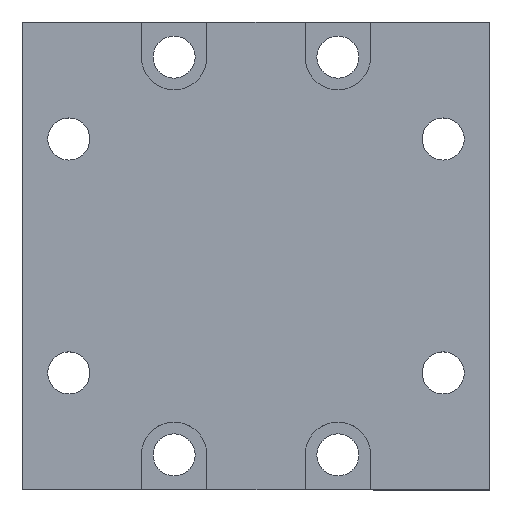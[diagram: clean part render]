
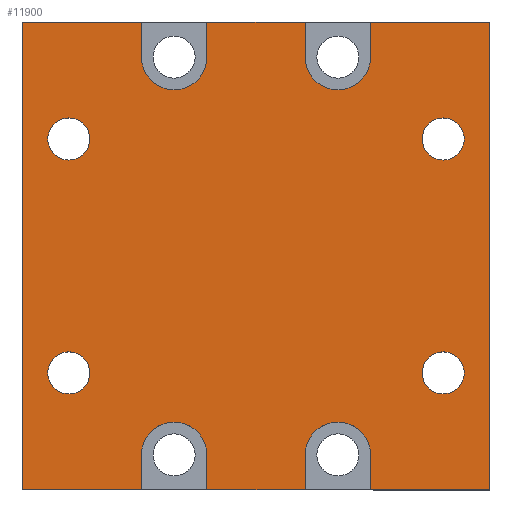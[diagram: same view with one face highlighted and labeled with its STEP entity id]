
A CAD part, top view. The second image highlights one B-rep face of the part: STEP entity #11900.
In plain terms, the highlighted planar face has unit normal (0, 0, 1).
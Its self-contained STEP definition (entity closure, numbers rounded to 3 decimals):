
#1700=CARTESIAN_POINT('',(70.5,10.,10.));
#1710=VERTEX_POINT('',#1700);
#1790=CARTESIAN_POINT('',(79.5,10.,10.));
#1800=VERTEX_POINT('',#1790);
#1830=CARTESIAN_POINT('',(75.,10.,10.));
#1840=DIRECTION('',(0.,0.,1.));
#1850=DIRECTION('',(1.,0.,0.));
#1860=AXIS2_PLACEMENT_3D('',#1830,#1840,#1850);
#1870=CIRCLE('',#1860,4.5);
#1880=EDGE_CURVE('',#1710,#1800,#1870,.T.);
#2000=EDGE_CURVE('',#1800,#1710,#1870,.T.);
#2150=CARTESIAN_POINT('',(70.5,90.,10.));
#2160=VERTEX_POINT('',#2150);
#2240=CARTESIAN_POINT('',(79.5,90.,10.));
#2250=VERTEX_POINT('',#2240);
#2280=CARTESIAN_POINT('',(75.,90.,10.));
#2290=DIRECTION('',(0.,0.,1.));
#2300=DIRECTION('',(1.,0.,0.));
#2310=AXIS2_PLACEMENT_3D('',#2280,#2290,#2300);
#2320=CIRCLE('',#2310,4.5);
#2330=EDGE_CURVE('',#2160,#2250,#2320,.T.);
#2490=CARTESIAN_POINT('',(100.,25.5,10.));
#2500=VERTEX_POINT('',#2490);
#2530=CARTESIAN_POINT('',(0.,25.5,10.));
#2540=DIRECTION('',(-1.,0.,0.));
#2550=VECTOR('',#2540,1.);
#2560=LINE('',#2530,#2550);
#2570=CARTESIAN_POINT('',(92.5,25.5,10.));
#2580=VERTEX_POINT('',#2570);
#2590=EDGE_CURVE('',#2500,#2580,#2560,.T.);
#3800=CARTESIAN_POINT('',(92.5,39.5,10.));
#3810=VERTEX_POINT('',#3800);
#3840=CARTESIAN_POINT('',(0.,39.5,10.));
#3850=DIRECTION('',(1.,0.,0.));
#3860=VECTOR('',#3850,1.);
#3870=LINE('',#3840,#3860);
#3880=CARTESIAN_POINT('',(100.,39.5,10.));
#3890=VERTEX_POINT('',#3880);
#3900=EDGE_CURVE('',#3810,#3890,#3870,.T.);
#4770=CARTESIAN_POINT('',(7.5,25.5,10.));
#4780=VERTEX_POINT('',#4770);
#4940=CARTESIAN_POINT('',(7.5,39.5,10.));
#4950=VERTEX_POINT('',#4940);
#4980=CARTESIAN_POINT('',(7.5,32.5,10.));
#4990=DIRECTION('',(0.,0.,1.));
#5000=DIRECTION('',(1.,0.,0.));
#5010=AXIS2_PLACEMENT_3D('',#4980,#4990,#5000);
#5020=CIRCLE('',#5010,7.);
#5030=EDGE_CURVE('',#4780,#4950,#5020,.T.);
#5870=CARTESIAN_POINT('',(7.5,60.5,10.));
#5880=VERTEX_POINT('',#5870);
#6040=CARTESIAN_POINT('',(7.5,74.5,10.));
#6050=VERTEX_POINT('',#6040);
#6080=CARTESIAN_POINT('',(7.5,67.5,10.));
#6090=DIRECTION('',(0.,0.,1.));
#6100=DIRECTION('',(1.,0.,0.));
#6110=AXIS2_PLACEMENT_3D('',#6080,#6090,#6100);
#6120=CIRCLE('',#6110,7.);
#6130=EDGE_CURVE('',#5880,#6050,#6120,.T.);
#6950=CARTESIAN_POINT('',(100.,60.5,10.));
#6960=VERTEX_POINT('',#6950);
#6990=CARTESIAN_POINT('',(0.,60.5,10.));
#7000=DIRECTION('',(-1.,0.,0.));
#7010=VECTOR('',#7000,1.);
#7020=LINE('',#6990,#7010);
#7030=CARTESIAN_POINT('',(92.5,60.5,10.));
#7040=VERTEX_POINT('',#7030);
#7050=EDGE_CURVE('',#6960,#7040,#7020,.T.);
#7270=CARTESIAN_POINT('',(92.5,74.5,10.));
#7280=VERTEX_POINT('',#7270);
#7310=CARTESIAN_POINT('',(0.,74.5,10.));
#7320=DIRECTION('',(1.,0.,0.));
#7330=VECTOR('',#7320,1.);
#7340=LINE('',#7310,#7330);
#7350=CARTESIAN_POINT('',(100.,74.5,10.));
#7360=VERTEX_POINT('',#7350);
#7370=EDGE_CURVE('',#7280,#7360,#7340,.T.);
#7530=CARTESIAN_POINT('',(92.5,32.5,10.));
#7540=DIRECTION('',(0.,0.,1.));
#7550=DIRECTION('',(1.,0.,0.));
#7560=AXIS2_PLACEMENT_3D('',#7530,#7540,#7550);
#7570=CIRCLE('',#7560,7.);
#7580=EDGE_CURVE('',#3810,#2580,#7570,.T.);
#7710=CARTESIAN_POINT('',(92.5,67.5,10.));
#7720=DIRECTION('',(0.,0.,1.));
#7730=DIRECTION('',(1.,0.,0.));
#7740=AXIS2_PLACEMENT_3D('',#7710,#7720,#7730);
#7750=CIRCLE('',#7740,7.);
#7760=EDGE_CURVE('',#7280,#7040,#7750,.T.);
#7930=CARTESIAN_POINT('',(0.,74.5,10.));
#7940=VERTEX_POINT('',#7930);
#7970=CARTESIAN_POINT('',(0.,74.5,10.));
#7980=DIRECTION('',(1.,0.,0.));
#7990=VECTOR('',#7980,1.);
#8000=LINE('',#7970,#7990);
#8010=EDGE_CURVE('',#7940,#6050,#8000,.T.);
#8150=CARTESIAN_POINT('',(0.,25.5,10.));
#8160=DIRECTION('',(-1.,0.,0.));
#8170=VECTOR('',#8160,1.);
#8180=LINE('',#8150,#8170);
#8190=CARTESIAN_POINT('',(0.,25.5,10.));
#8200=VERTEX_POINT('',#8190);
#8210=EDGE_CURVE('',#4780,#8200,#8180,.T.);
#8390=CARTESIAN_POINT('',(0.,60.5,10.));
#8400=DIRECTION('',(-1.,0.,0.));
#8410=VECTOR('',#8400,1.);
#8420=LINE('',#8390,#8410);
#8430=CARTESIAN_POINT('',(0.,60.5,10.));
#8440=VERTEX_POINT('',#8430);
#8450=EDGE_CURVE('',#5880,#8440,#8420,.T.);
#8650=CARTESIAN_POINT('',(0.,39.5,10.));
#8660=VERTEX_POINT('',#8650);
#8690=CARTESIAN_POINT('',(0.,39.5,10.));
#8700=DIRECTION('',(1.,0.,0.));
#8710=VECTOR('',#8700,1.);
#8720=LINE('',#8690,#8710);
#8730=EDGE_CURVE('',#8660,#4950,#8720,.T.);
#8990=EDGE_CURVE('',#2250,#2160,#2320,.T.);
#9500=CARTESIAN_POINT('',(20.5,10.,10.));
#9510=VERTEX_POINT('',#9500);
#9590=CARTESIAN_POINT('',(29.5,10.,10.));
#9600=VERTEX_POINT('',#9590);
#9630=CARTESIAN_POINT('',(25.,10.,10.));
#9640=DIRECTION('',(0.,0.,1.));
#9650=DIRECTION('',(1.,0.,0.));
#9660=AXIS2_PLACEMENT_3D('',#9630,#9640,#9650);
#9670=CIRCLE('',#9660,4.5);
#9680=EDGE_CURVE('',#9510,#9600,#9670,.T.);
#9800=EDGE_CURVE('',#9600,#9510,#9670,.T.);
#9950=CARTESIAN_POINT('',(20.5,90.,10.));
#9960=VERTEX_POINT('',#9950);
#10040=CARTESIAN_POINT('',(29.5,90.,10.));
#10050=VERTEX_POINT('',#10040);
#10080=CARTESIAN_POINT('',(25.,90.,10.));
#10090=DIRECTION('',(0.,0.,1.));
#10100=DIRECTION('',(1.,0.,0.));
#10110=AXIS2_PLACEMENT_3D('',#10080,#10090,#10100);
#10120=CIRCLE('',#10110,4.5);
#10130=EDGE_CURVE('',#9960,#10050,#10120,.T.);
#10250=EDGE_CURVE('',#10050,#9960,#10120,.T.);
#10400=CARTESIAN_POINT('',(100.,100.,10.));
#10410=VERTEX_POINT('',#10400);
#10440=CARTESIAN_POINT('',(0.,100.,10.));
#10450=DIRECTION('',(-1.,0.,0.));
#10460=VECTOR('',#10450,1.);
#10470=LINE('',#10440,#10460);
#10480=CARTESIAN_POINT('',(0.,100.,10.));
#10490=VERTEX_POINT('',#10480);
#10500=EDGE_CURVE('',#10410,#10490,#10470,.T.);
#10680=CARTESIAN_POINT('',(0.,0.,10.));
#10690=DIRECTION('',(0.,-1.,0.));
#10700=VECTOR('',#10690,1.);
#10710=LINE('',#10680,#10700);
#10720=CARTESIAN_POINT('',(0.,0.,10.));
#10730=VERTEX_POINT('',#10720);
#10740=EDGE_CURVE('',#8200,#10730,#10710,.T.);
#10840=EDGE_CURVE('',#10490,#7940,#10710,.T.);
#10890=EDGE_CURVE('',#8440,#8660,#10710,.T.);
#11020=CARTESIAN_POINT('',(0.,0.,10.));
#11030=DIRECTION('',(-1.,0.,0.));
#11040=VECTOR('',#11030,1.);
#11050=LINE('',#11020,#11040);
#11060=CARTESIAN_POINT('',(100.,0.,10.));
#11070=VERTEX_POINT('',#11060);
#11080=EDGE_CURVE('',#11070,#10730,#11050,.T.);
#11260=CARTESIAN_POINT('',(100.,0.,10.));
#11270=DIRECTION('',(0.,1.,0.));
#11280=VECTOR('',#11270,1.);
#11290=LINE('',#11260,#11280);
#11300=EDGE_CURVE('',#7360,#10410,#11290,.T.);
#11350=EDGE_CURVE('',#11070,#2500,#11290,.T.);
#11400=EDGE_CURVE('',#3890,#6960,#11290,.T.);
#11470=CARTESIAN_POINT('',(0.,0.,10.));
#11480=DIRECTION('',(0.,0.,1.));
#11490=DIRECTION('',(1.,0.,0.));
#11500=AXIS2_PLACEMENT_3D('',#11470,#11480,#11490);
#11510=PLANE('',#11500);
#11520=ORIENTED_EDGE('',*,*,#2000,.F.);
#11530=ORIENTED_EDGE('',*,*,#1880,.F.);
#11540=EDGE_LOOP('',(#11530,#11520));
#11550=FACE_BOUND('',#11540,.T.);
#11560=ORIENTED_EDGE('',*,*,#9800,.F.);
#11570=ORIENTED_EDGE('',*,*,#9680,.F.);
#11580=EDGE_LOOP('',(#11570,#11560));
#11590=FACE_BOUND('',#11580,.T.);
#11600=ORIENTED_EDGE('',*,*,#10250,.F.);
#11610=ORIENTED_EDGE('',*,*,#10130,.F.);
#11620=EDGE_LOOP('',(#11610,#11600));
#11630=FACE_BOUND('',#11620,.T.);
#11640=ORIENTED_EDGE('',*,*,#8990,.F.);
#11650=ORIENTED_EDGE('',*,*,#2330,.F.);
#11660=EDGE_LOOP('',(#11650,#11640));
#11670=FACE_BOUND('',#11660,.T.);
#11680=ORIENTED_EDGE('',*,*,#7370,.T.);
#11690=ORIENTED_EDGE('',*,*,#7760,.F.);
#11700=ORIENTED_EDGE('',*,*,#7050,.T.);
#11710=ORIENTED_EDGE('',*,*,#11400,.T.);
#11720=ORIENTED_EDGE('',*,*,#3900,.T.);
#11730=ORIENTED_EDGE('',*,*,#7580,.F.);
#11740=ORIENTED_EDGE('',*,*,#2590,.T.);
#11750=ORIENTED_EDGE('',*,*,#11350,.T.);
#11760=ORIENTED_EDGE('',*,*,#11080,.F.);
#11770=ORIENTED_EDGE('',*,*,#10740,.T.);
#11780=ORIENTED_EDGE('',*,*,#8210,.T.);
#11790=ORIENTED_EDGE('',*,*,#5030,.F.);
#11800=ORIENTED_EDGE('',*,*,#8730,.T.);
#11810=ORIENTED_EDGE('',*,*,#10890,.T.);
#11820=ORIENTED_EDGE('',*,*,#8450,.T.);
#11830=ORIENTED_EDGE('',*,*,#6130,.F.);
#11840=ORIENTED_EDGE('',*,*,#8010,.T.);
#11850=ORIENTED_EDGE('',*,*,#10840,.T.);
#11860=ORIENTED_EDGE('',*,*,#10500,.T.);
#11870=ORIENTED_EDGE('',*,*,#11300,.T.);
#11880=EDGE_LOOP('',(#11870,#11860,#11850,#11840,#11830,#11820,#11810,
#11800,#11790,#11780,#11770,#11760,#11750,#11740,#11730,#11720,#11710,
#11700,#11690,#11680));
#11890=FACE_OUTER_BOUND('',#11880,.T.);
#11900=ADVANCED_FACE('',(#11550,#11590,#11630,#11670,#11890),#11510,.T.)
;
